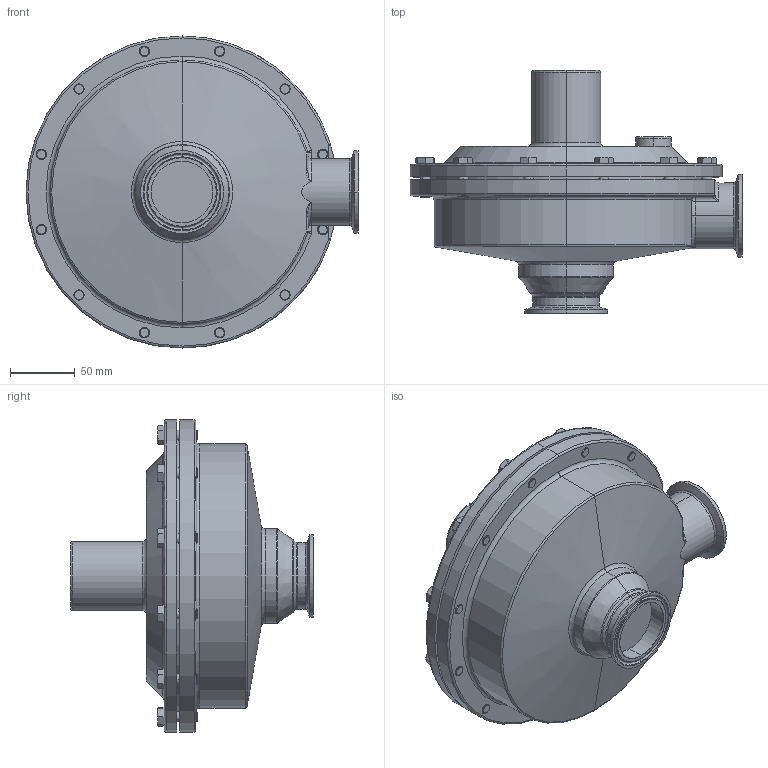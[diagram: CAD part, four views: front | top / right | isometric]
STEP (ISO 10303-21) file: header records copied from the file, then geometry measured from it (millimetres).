
FILE_DESCRIPTION (( 'STEP AP203' ), '1' );
FILE_NAME ('FB5CPM-200-6L.STEP', '2020-07-15T18:03:22', ( '' ), ( '' ), 'SwSTEP 2.0', 'SolidWorks 2018', '' );
FILE_SCHEMA (( 'CONFIG_CONTROL_DESIGN' ));
Length unit declared in the file: inch
Products named in the file (1): FB5CPM-200-6L
Bounding box: 255.85 x 187.27 x 240.54 mm (x, y, z)
Volume: 3091585.2 mm3; surface area: 264403.1 mm2
Topology: 1 solids, 1 shells, 405 faces, 933 edges, 547 vertices
Faces by surface type: plane 128, cone 121, cylinder 94, torus 50, sphere 6, bspline 6
Entity records: 12552 total; most frequent: CARTESIAN_POINT 3360, DIRECTION 1993, ORIENTED_EDGE 1854, EDGE_CURVE 927, AXIS2_PLACEMENT_3D 836, VERTEX_POINT 547, EDGE_LOOP 450, CIRCLE 436
